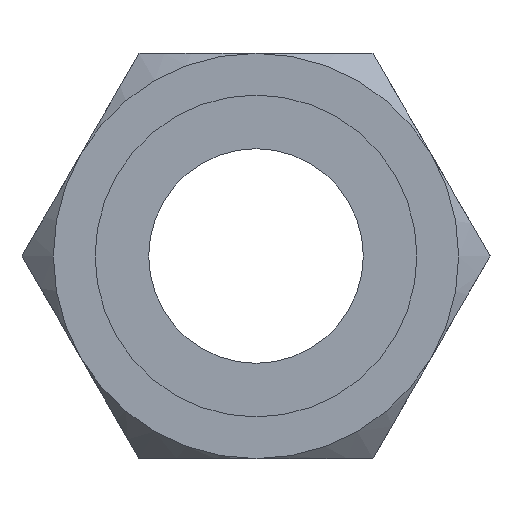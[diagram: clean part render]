
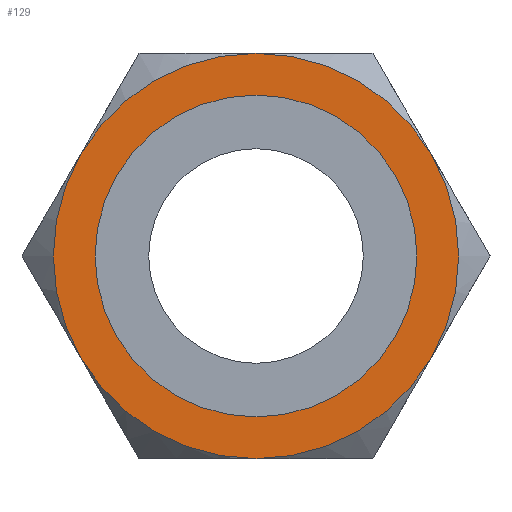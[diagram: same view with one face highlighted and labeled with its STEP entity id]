
A CAD part, left-side view. The second image highlights one B-rep face of the part: STEP entity #129.
In plain terms, the highlighted planar face has unit normal (-1, 0, 0).
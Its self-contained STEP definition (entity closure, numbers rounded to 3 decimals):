
#129 = ADVANCED_FACE ( 'NONE', ( #5719, #2641 ), #3453, .F. ) ;
#213 = DIRECTION ( 'NONE',  ( 1., 0., 0. ) ) ;
#258 = VERTEX_POINT ( 'NONE', #1561 ) ;
#297 = DIRECTION ( 'NONE',  ( 1., 0., 0. ) ) ;
#312 = CARTESIAN_POINT ( 'NONE',  ( 19., -7.361, -4.25 ) ) ;
#409 = EDGE_CURVE ( 'NONE', #4783, #2779, #3576, .T. ) ;
#456 = EDGE_LOOP ( 'NONE', ( #2745, #1572 ) ) ;
#458 = AXIS2_PLACEMENT_3D ( 'NONE', #5196, #213, #2015 ) ;
#517 = ORIENTED_EDGE ( 'NONE', *, *, #1372, .F. ) ;
#610 = VERTEX_POINT ( 'NONE', #2394 ) ;
#628 = CARTESIAN_POINT ( 'NONE',  ( 19., 0., 0. ) ) ;
#702 = EDGE_LOOP ( 'NONE', ( #5302, #5557, #5300, #517, #1893, #3055 ) ) ;
#774 = DIRECTION ( 'NONE',  ( 1., 0., 0. ) ) ;
#824 = CIRCLE ( 'NONE', #5573, 8.5 ) ;
#993 = DIRECTION ( 'NONE',  ( 0., 0., -1. ) ) ;
#994 = DIRECTION ( 'NONE',  ( 1., 0., 0. ) ) ;
#1009 = DIRECTION ( 'NONE',  ( 0., 0., -1. ) ) ;
#1169 = EDGE_CURVE ( 'NONE', #4032, #3040, #3485, .T. ) ;
#1201 = AXIS2_PLACEMENT_3D ( 'NONE', #3710, #1404, #993 ) ;
#1237 = CARTESIAN_POINT ( 'NONE',  ( 19., 0., 0. ) ) ;
#1342 = CARTESIAN_POINT ( 'NONE',  ( 19., 0., 8.5 ) ) ;
#1372 = EDGE_CURVE ( 'NONE', #4783, #4975, #824, .T. ) ;
#1404 = DIRECTION ( 'NONE',  ( 1., 0., 0. ) ) ;
#1561 = CARTESIAN_POINT ( 'NONE',  ( 19., 0., 6.75 ) ) ;
#1572 = ORIENTED_EDGE ( 'NONE', *, *, #3146, .F. ) ;
#1660 = AXIS2_PLACEMENT_3D ( 'NONE', #1237, #774, #4452 ) ;
#1776 = AXIS2_PLACEMENT_3D ( 'NONE', #4270, #2970, #4685 ) ;
#1893 = ORIENTED_EDGE ( 'NONE', *, *, #409, .T. ) ;
#1978 = CIRCLE ( 'NONE', #2350, 8.5 ) ;
#2015 = DIRECTION ( 'NONE',  ( 0., 0., -1. ) ) ;
#2184 = DIRECTION ( 'NONE',  ( 0., 0., 1. ) ) ;
#2229 = AXIS2_PLACEMENT_3D ( 'NONE', #5627, #297, #4717 ) ;
#2350 = AXIS2_PLACEMENT_3D ( 'NONE', #5554, #994, #3678 ) ;
#2394 = CARTESIAN_POINT ( 'NONE',  ( 19., 7.361, -4.25 ) ) ;
#2641 = FACE_OUTER_BOUND ( 'NONE', #702, .T. ) ;
#2727 = CIRCLE ( 'NONE', #5291, 6.75 ) ;
#2745 = ORIENTED_EDGE ( 'NONE', *, *, #4475, .F. ) ;
#2771 = CARTESIAN_POINT ( 'NONE',  ( 19., 0., 0. ) ) ;
#2779 = VERTEX_POINT ( 'NONE', #5262 ) ;
#2970 = DIRECTION ( 'NONE',  ( -1., 0., 0. ) ) ;
#3040 = VERTEX_POINT ( 'NONE', #4886 ) ;
#3055 = ORIENTED_EDGE ( 'NONE', *, *, #4554, .F. ) ;
#3146 = EDGE_CURVE ( 'NONE', #5647, #258, #2727, .T. ) ;
#3162 = DIRECTION ( 'NONE',  ( -1., 0., 0. ) ) ;
#3200 = AXIS2_PLACEMENT_3D ( 'NONE', #4570, #3598, #2184 ) ;
#3453 = PLANE ( 'NONE',  #1660 ) ;
#3485 = CIRCLE ( 'NONE', #2229, 8.5 ) ;
#3576 = CIRCLE ( 'NONE', #3200, 8.5 ) ;
#3598 = DIRECTION ( 'NONE',  ( -1., 0., 0. ) ) ;
#3678 = DIRECTION ( 'NONE',  ( 0., 0., -1. ) ) ;
#3710 = CARTESIAN_POINT ( 'NONE',  ( 19., 0., 0. ) ) ;
#3899 = EDGE_CURVE ( 'NONE', #4975, #4032, #5005, .T. ) ;
#4032 = VERTEX_POINT ( 'NONE', #312 ) ;
#4218 = DIRECTION ( 'NONE',  ( 1., 0., 0. ) ) ;
#4270 = CARTESIAN_POINT ( 'NONE',  ( 19., 0., 0. ) ) ;
#4452 = DIRECTION ( 'NONE',  ( 0., 0., -1. ) ) ;
#4475 = EDGE_CURVE ( 'NONE', #258, #5647, #5492, .T. ) ;
#4554 = EDGE_CURVE ( 'NONE', #610, #2779, #5008, .T. ) ;
#4570 = CARTESIAN_POINT ( 'NONE',  ( 19., 0., 0. ) ) ;
#4653 = CARTESIAN_POINT ( 'NONE',  ( 19., 0., -6.75 ) ) ;
#4685 = DIRECTION ( 'NONE',  ( 0., 0., 1. ) ) ;
#4690 = EDGE_CURVE ( 'NONE', #3040, #610, #1978, .T. ) ;
#4717 = DIRECTION ( 'NONE',  ( 0., 0., -1. ) ) ;
#4783 = VERTEX_POINT ( 'NONE', #1342 ) ;
#4886 = CARTESIAN_POINT ( 'NONE',  ( 19., 0., -8.5 ) ) ;
#4963 = DIRECTION ( 'NONE',  ( 0., 0., 1. ) ) ;
#4975 = VERTEX_POINT ( 'NONE', #5179 ) ;
#5005 = CIRCLE ( 'NONE', #1201, 8.5 ) ;
#5008 = CIRCLE ( 'NONE', #458, 8.5 ) ;
#5179 = CARTESIAN_POINT ( 'NONE',  ( 19., -7.361, 4.25 ) ) ;
#5196 = CARTESIAN_POINT ( 'NONE',  ( 19., 0., 0. ) ) ;
#5262 = CARTESIAN_POINT ( 'NONE',  ( 19., 7.361, 4.25 ) ) ;
#5291 = AXIS2_PLACEMENT_3D ( 'NONE', #2771, #3162, #4963 ) ;
#5300 = ORIENTED_EDGE ( 'NONE', *, *, #3899, .F. ) ;
#5302 = ORIENTED_EDGE ( 'NONE', *, *, #4690, .F. ) ;
#5492 = CIRCLE ( 'NONE', #1776, 6.75 ) ;
#5554 = CARTESIAN_POINT ( 'NONE',  ( 19., 0., 0. ) ) ;
#5557 = ORIENTED_EDGE ( 'NONE', *, *, #1169, .F. ) ;
#5573 = AXIS2_PLACEMENT_3D ( 'NONE', #628, #4218, #1009 ) ;
#5627 = CARTESIAN_POINT ( 'NONE',  ( 19., 0., 0. ) ) ;
#5647 = VERTEX_POINT ( 'NONE', #4653 ) ;
#5719 = FACE_BOUND ( 'NONE', #456, .T. ) ;
